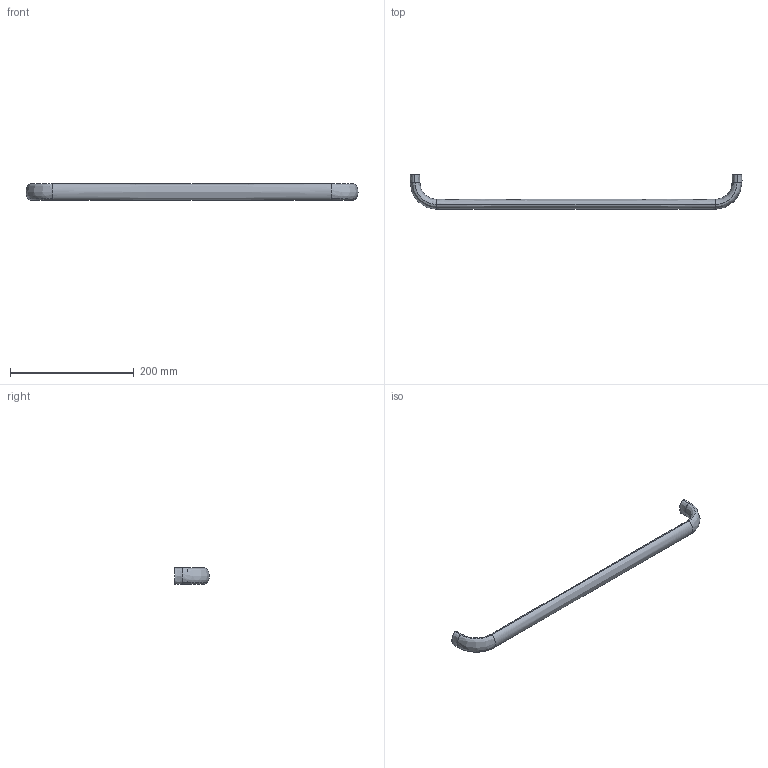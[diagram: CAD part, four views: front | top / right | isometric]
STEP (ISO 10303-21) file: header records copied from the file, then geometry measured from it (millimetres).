
FILE_DESCRIPTION((''),'2;1');
FILE_NAME('','2005-10-12T11:37:58',(''),(''),'','CADfix','');
FILE_SCHEMA(('AUTOMOTIVE_DESIGN'));
Length unit declared in the file: millimetre
Products named in the file (1): pull
Bounding box: 536 x 56 x 26 mm (x, y, z)
Volume: 189153.3 mm3; surface area: 41364.4 mm2
Topology: 1 solids, 1 shells, 24 faces, 72 edges, 54 vertices
Faces by surface type: bspline 24
Entity records: 1973 total; most frequent: CARTESIAN_POINT 1545, ORIENTED_EDGE 144, EDGE_CURVE 72, VERTEX_POINT 54, B_SPLINE_CURVE_WITH_KNOTS 32, EDGE_LOOP 28, FACE_OUTER_BOUND 24, ADVANCED_FACE 24
